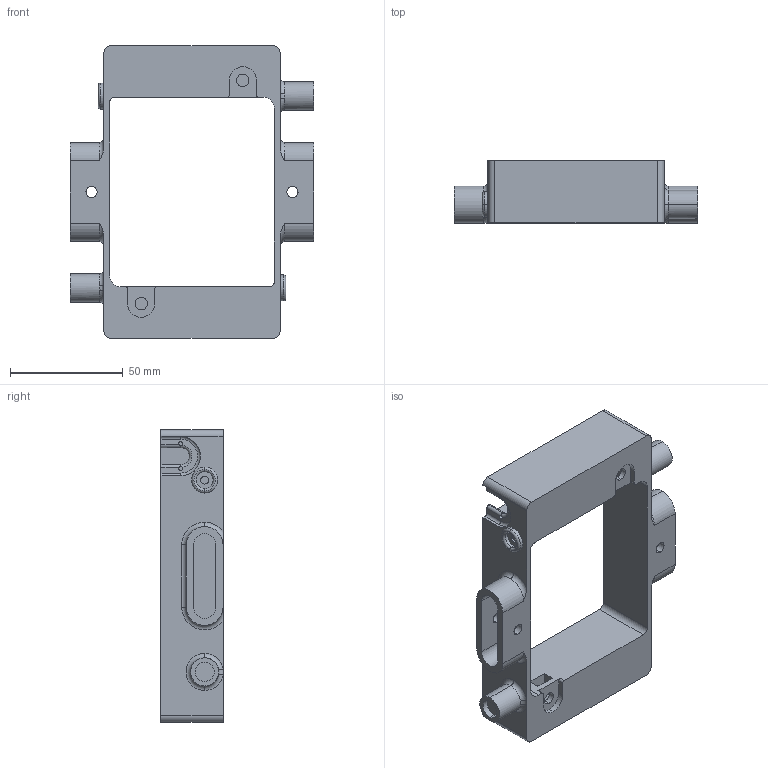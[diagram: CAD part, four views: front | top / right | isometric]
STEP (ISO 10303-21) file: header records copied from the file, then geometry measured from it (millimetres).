
FILE_DESCRIPTION (( 'STEP AP214' ), '1' );
FILE_NAME ('Platform.STEP', '2017-11-15T14:14:35', ( '' ), ( '' ), 'SwSTEP 2.0', 'SolidWorks 2013', '' );
FILE_SCHEMA (( 'AUTOMOTIVE_DESIGN' ));
Length unit declared in the file: millimetre
Products named in the file (1): Platform
Bounding box: 108 x 27.5 x 129.71 mm (x, y, z)
Volume: 94074.7 mm3; surface area: 39026.4 mm2
Topology: 1 solids, 1 shells, 188 faces, 499 edges, 316 vertices
Faces by surface type: cylinder 95, plane 61, torus 30, bspline 2
Entity records: 6077 total; most frequent: CARTESIAN_POINT 1172, DIRECTION 1091, ORIENTED_EDGE 998, EDGE_CURVE 499, AXIS2_PLACEMENT_3D 427, VERTEX_POINT 316, CIRCLE 240, VECTOR 237
